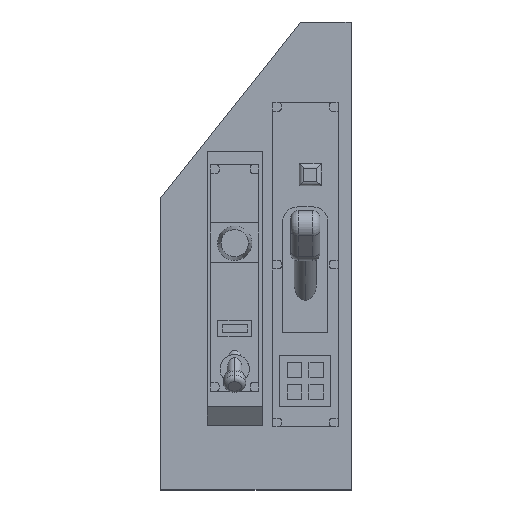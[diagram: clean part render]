
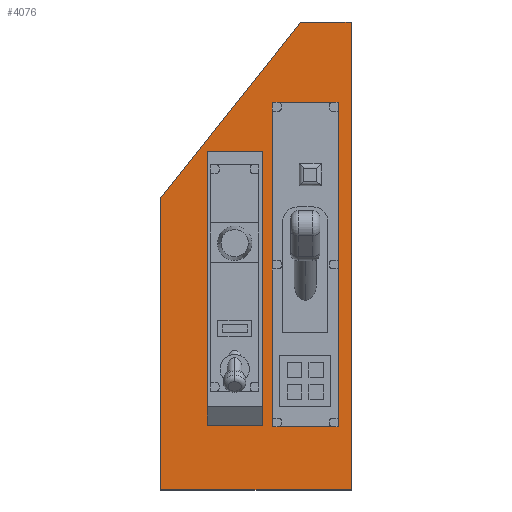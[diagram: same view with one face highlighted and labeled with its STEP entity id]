
A CAD part, top view. The second image highlights one B-rep face of the part: STEP entity #4076.
In plain terms, the highlighted planar face has unit normal (0, 0, 1).
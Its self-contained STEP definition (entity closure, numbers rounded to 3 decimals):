
#25 = VECTOR ( 'NONE', #3677, 1000. ) ;
#109 = VERTEX_POINT ( 'NONE', #145 ) ;
#145 = CARTESIAN_POINT ( 'NONE',  ( 5.161, 13.546, 1.15 ) ) ;
#175 = FACE_OUTER_BOUND ( 'NONE', #1742, .T. ) ;
#238 = CARTESIAN_POINT ( 'NONE',  ( 0., 0., 1.15 ) ) ;
#242 = VERTEX_POINT ( 'NONE', #1284 ) ;
#272 = CARTESIAN_POINT ( 'NONE',  ( 2.149, -18.174, 1.15 ) ) ;
#312 = CARTESIAN_POINT ( 'NONE',  ( 8.127, 0., 1.15 ) ) ;
#426 = DIRECTION ( 'NONE',  ( 0., 1., 0. ) ) ;
#607 = VERTEX_POINT ( 'NONE', #2478 ) ;
#623 = FACE_BOUND ( 'NONE', #2953, .T. ) ;
#671 = VERTEX_POINT ( 'NONE', #5516 ) ;
#706 = VECTOR ( 'NONE', #426, 1000. ) ;
#713 = DIRECTION ( 'NONE',  ( 1., 0., 0. ) ) ;
#750 = CARTESIAN_POINT ( 'NONE',  ( 2.149, 3.357, 1.15 ) ) ;
#827 = LINE ( 'NONE', #1397, #4569 ) ;
#846 = FACE_BOUND ( 'NONE', #4079, .T. ) ;
#869 = VERTEX_POINT ( 'NONE', #5737 ) ;
#931 = DIRECTION ( 'NONE',  ( -1., 0., 0. ) ) ;
#1003 = DIRECTION ( 'NONE',  ( 0., -1., 0. ) ) ;
#1050 = LINE ( 'NONE', #1872, #4324 ) ;
#1118 = CARTESIAN_POINT ( 'NONE',  ( 2.149, -18.174, 1.15 ) ) ;
#1151 = PLANE ( 'NONE',  #2780 ) ;
#1188 = EDGE_CURVE ( 'NONE', #3594, #671, #1050, .T. ) ;
#1284 = CARTESIAN_POINT ( 'NONE',  ( -2.183, 3.357, 1.15 ) ) ;
#1318 = EDGE_CURVE ( 'NONE', #607, #1533, #2092, .T. ) ;
#1342 = CARTESIAN_POINT ( 'NONE',  ( 2.952, 0., 1.15 ) ) ;
#1353 = EDGE_CURVE ( 'NONE', #6021, #1492, #827, .T. ) ;
#1397 = CARTESIAN_POINT ( 'NONE',  ( -2.183, -18.174, 1.15 ) ) ;
#1457 = CARTESIAN_POINT ( 'NONE',  ( -5.816, -0.254, 1.15 ) ) ;
#1479 = ORIENTED_EDGE ( 'NONE', *, *, #1543, .T. ) ;
#1492 = VERTEX_POINT ( 'NONE', #1118 ) ;
#1520 = LINE ( 'NONE', #6337, #4430 ) ;
#1533 = VERTEX_POINT ( 'NONE', #3606 ) ;
#1543 = EDGE_CURVE ( 'NONE', #2911, #2596, #3084, .T. ) ;
#1594 = VERTEX_POINT ( 'NONE', #750 ) ;
#1742 = EDGE_LOOP ( 'NONE', ( #4507, #2812, #2138, #3371, #3288 ) ) ;
#1813 = VECTOR ( 'NONE', #3224, 1000. ) ;
#1852 = CARTESIAN_POINT ( 'NONE',  ( 2.952, 7.221, 1.15 ) ) ;
#1872 = CARTESIAN_POINT ( 'NONE',  ( 9.134, 13.546, 1.15 ) ) ;
#1974 = CARTESIAN_POINT ( 'NONE',  ( -2.183, 3.357, 1.15 ) ) ;
#1984 = EDGE_CURVE ( 'NONE', #671, #109, #3159, .T. ) ;
#2000 = EDGE_CURVE ( 'NONE', #242, #6021, #5170, .T. ) ;
#2023 = ORIENTED_EDGE ( 'NONE', *, *, #5276, .F. ) ;
#2092 = LINE ( 'NONE', #6327, #3556 ) ;
#2138 = ORIENTED_EDGE ( 'NONE', *, *, #5226, .T. ) ;
#2146 = DIRECTION ( 'NONE',  ( 1., 0., 0. ) ) ;
#2338 = VECTOR ( 'NONE', #5233, 1000. ) ;
#2416 = DIRECTION ( 'NONE',  ( 1., 0., 0. ) ) ;
#2478 = CARTESIAN_POINT ( 'NONE',  ( 8.127, -18.289, 1.15 ) ) ;
#2596 = VERTEX_POINT ( 'NONE', #2772 ) ;
#2705 = CARTESIAN_POINT ( 'NONE',  ( 9.134, -23.254, 1.15 ) ) ;
#2758 = CARTESIAN_POINT ( 'NONE',  ( 2.149, 3.357, 1.15 ) ) ;
#2772 = CARTESIAN_POINT ( 'NONE',  ( 8.127, 7.221, 1.15 ) ) ;
#2780 = AXIS2_PLACEMENT_3D ( 'NONE', #238, #4526, #713 ) ;
#2812 = ORIENTED_EDGE ( 'NONE', *, *, #1984, .T. ) ;
#2838 = VECTOR ( 'NONE', #931, 1000. ) ;
#2870 = DIRECTION ( 'NONE',  ( 1., 0., 0. ) ) ;
#2911 = VERTEX_POINT ( 'NONE', #1852 ) ;
#2953 = EDGE_LOOP ( 'NONE', ( #2023, #3789, #6111, #5501 ) ) ;
#3024 = VECTOR ( 'NONE', #4154, 1000. ) ;
#3025 = CARTESIAN_POINT ( 'NONE',  ( 0., 7.221, 1.15 ) ) ;
#3084 = LINE ( 'NONE', #3025, #3236 ) ;
#3159 = LINE ( 'NONE', #5402, #2838 ) ;
#3224 = DIRECTION ( 'NONE',  ( 0., -1., 0. ) ) ;
#3236 = VECTOR ( 'NONE', #2146, 1000. ) ;
#3288 = ORIENTED_EDGE ( 'NONE', *, *, #3809, .T. ) ;
#3371 = ORIENTED_EDGE ( 'NONE', *, *, #5097, .T. ) ;
#3510 = LINE ( 'NONE', #1342, #706 ) ;
#3556 = VECTOR ( 'NONE', #6302, 1000. ) ;
#3594 = VERTEX_POINT ( 'NONE', #2705 ) ;
#3606 = CARTESIAN_POINT ( 'NONE',  ( 2.952, -18.289, 1.15 ) ) ;
#3675 = EDGE_CURVE ( 'NONE', #1533, #2911, #3510, .T. ) ;
#3677 = DIRECTION ( 'NONE',  ( -1., 0., 0. ) ) ;
#3731 = LINE ( 'NONE', #6222, #1813 ) ;
#3789 = ORIENTED_EDGE ( 'NONE', *, *, #4508, .F. ) ;
#3809 = EDGE_CURVE ( 'NONE', #869, #3594, #1520, .T. ) ;
#3813 = CARTESIAN_POINT ( 'NONE',  ( 5.161, 13.546, 1.15 ) ) ;
#4076 = ADVANCED_FACE ( 'NONE', ( #175, #846, #623 ), #1151, .T. ) ;
#4079 = EDGE_LOOP ( 'NONE', ( #6087, #1479, #5327, #5644 ) ) ;
#4154 = DIRECTION ( 'NONE',  ( 0., 1., 0. ) ) ;
#4262 = LINE ( 'NONE', #272, #3024 ) ;
#4312 = VECTOR ( 'NONE', #1003, 1000. ) ;
#4324 = VECTOR ( 'NONE', #5249, 1000. ) ;
#4430 = VECTOR ( 'NONE', #2416, 1000. ) ;
#4507 = ORIENTED_EDGE ( 'NONE', *, *, #1188, .T. ) ;
#4508 = EDGE_CURVE ( 'NONE', #1492, #1594, #4262, .T. ) ;
#4526 = DIRECTION ( 'NONE',  ( 0., 0., 1. ) ) ;
#4569 = VECTOR ( 'NONE', #2870, 1000. ) ;
#4606 = EDGE_CURVE ( 'NONE', #2596, #607, #6282, .T. ) ;
#4713 = VERTEX_POINT ( 'NONE', #1457 ) ;
#4782 = VECTOR ( 'NONE', #6254, 1000. ) ;
#4985 = LINE ( 'NONE', #2758, #25 ) ;
#5097 = EDGE_CURVE ( 'NONE', #4713, #869, #3731, .T. ) ;
#5133 = LINE ( 'NONE', #3813, #2338 ) ;
#5170 = LINE ( 'NONE', #1974, #4312 ) ;
#5226 = EDGE_CURVE ( 'NONE', #109, #4713, #5133, .T. ) ;
#5233 = DIRECTION ( 'NONE',  ( -0.623, -0.783, 0. ) ) ;
#5249 = DIRECTION ( 'NONE',  ( 0., 1., 0. ) ) ;
#5276 = EDGE_CURVE ( 'NONE', #1594, #242, #4985, .T. ) ;
#5327 = ORIENTED_EDGE ( 'NONE', *, *, #4606, .T. ) ;
#5380 = CARTESIAN_POINT ( 'NONE',  ( -2.183, -18.174, 1.15 ) ) ;
#5402 = CARTESIAN_POINT ( 'NONE',  ( 9.134, 13.546, 1.15 ) ) ;
#5501 = ORIENTED_EDGE ( 'NONE', *, *, #2000, .F. ) ;
#5516 = CARTESIAN_POINT ( 'NONE',  ( 9.134, 13.546, 1.15 ) ) ;
#5644 = ORIENTED_EDGE ( 'NONE', *, *, #1318, .T. ) ;
#5737 = CARTESIAN_POINT ( 'NONE',  ( -5.816, -23.254, 1.15 ) ) ;
#6021 = VERTEX_POINT ( 'NONE', #5380 ) ;
#6087 = ORIENTED_EDGE ( 'NONE', *, *, #3675, .T. ) ;
#6111 = ORIENTED_EDGE ( 'NONE', *, *, #1353, .F. ) ;
#6222 = CARTESIAN_POINT ( 'NONE',  ( -5.816, -23.254, 1.15 ) ) ;
#6254 = DIRECTION ( 'NONE',  ( 0., -1., 0. ) ) ;
#6282 = LINE ( 'NONE', #312, #4782 ) ;
#6302 = DIRECTION ( 'NONE',  ( -1., 0., 0. ) ) ;
#6327 = CARTESIAN_POINT ( 'NONE',  ( 0., -18.289, 1.15 ) ) ;
#6337 = CARTESIAN_POINT ( 'NONE',  ( -5.816, -23.254, 1.15 ) ) ;
